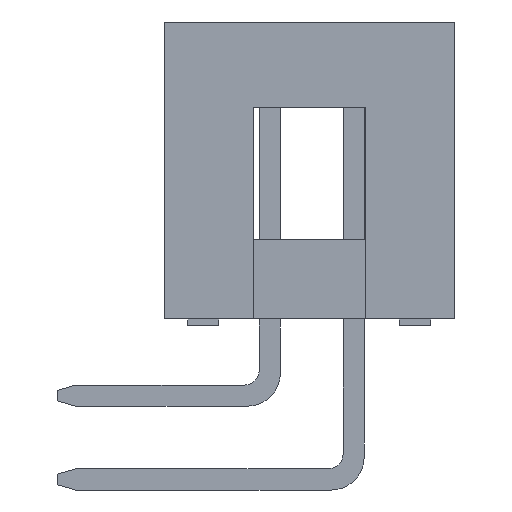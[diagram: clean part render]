
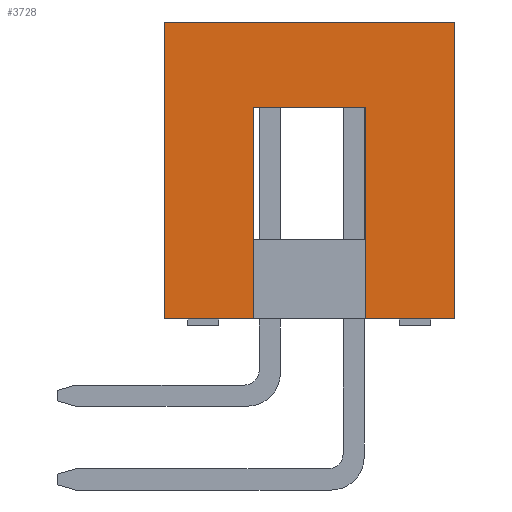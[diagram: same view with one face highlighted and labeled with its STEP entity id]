
A CAD part, left-side view. The second image highlights one B-rep face of the part: STEP entity #3728.
In plain terms, the highlighted planar face has unit normal (-1, 0, 0).
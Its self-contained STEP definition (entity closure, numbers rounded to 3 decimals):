
#3074=EDGE_CURVE('',#6768,#3712,#8686,.T.);
#3450=VERTEX_POINT('',#9123);
#3712=VERTEX_POINT('',#9408);
#3728=ADVANCED_FACE('',(#9425),#9426,.F.);
#4900=EDGE_CURVE('',#6844,#3450,#10706,.T.);
#5108=VERTEX_POINT('',#10961);
#5158=EDGE_CURVE('',#7270,#6844,#11018,.T.);
#5624=EDGE_CURVE('',#5108,#3712,#11534,.T.);
#5894=EDGE_CURVE('',#7482,#3450,#11825,.T.);
#6362=EDGE_CURVE('',#5108,#7324,#12337,.T.);
#6626=EDGE_CURVE('',#6768,#7270,#12626,.T.);
#6768=VERTEX_POINT('',#12783);
#6844=VERTEX_POINT('',#12867);
#7270=VERTEX_POINT('',#13322);
#7324=VERTEX_POINT('',#13380);
#7482=VERTEX_POINT('',#13554);
#8016=EDGE_CURVE('',#7324,#7482,#14126,.T.);
#8686=LINE('',#14942,#14943);
#9123=CARTESIAN_POINT('',(-20.32,-1.7,0.0));
#9408=CARTESIAN_POINT('',(-20.32,4.4,0.0));
#9425=FACE_OUTER_BOUND('',#16013,.T.);
#9426=PLANE('',#16014);
#10706=LINE('',#17856,#17857);
#10961=CARTESIAN_POINT('',(-20.32,4.4,9.0));
#11018=LINE('',#18286,#18287);
#11534=LINE('',#19022,#19023);
#11825=LINE('',#19417,#19418);
#12337=LINE('',#20138,#20139);
#12626=LINE('',#20570,#20571);
#12783=CARTESIAN_POINT('',(-20.32,1.7,0.0));
#12867=CARTESIAN_POINT('',(-20.32,-1.7,6.4));
#13322=CARTESIAN_POINT('',(-20.32,1.7,6.4));
#13380=CARTESIAN_POINT('',(-20.32,-4.4,9.0));
#13554=CARTESIAN_POINT('',(-20.32,-4.4,0.0));
#14126=LINE('',#22717,#22718);
#14942=CARTESIAN_POINT('',(-20.32,0.0,0.0));
#14943=VECTOR('',#23637,1.0);
#16013=EDGE_LOOP('',(#24444,#24445,#24446,#24447,#24448,#24449,#24450,#24451));
#16014=AXIS2_PLACEMENT_3D('',#24452,#24453,#24454);
#17856=CARTESIAN_POINT('',(-20.32,-1.7,3.825));
#17857=VECTOR('',#25736,1.0);
#18286=CARTESIAN_POINT('',(-20.32,0.0,6.4));
#18287=VECTOR('',#26154,1.0);
#19022=CARTESIAN_POINT('',(-20.32,4.4,4.5));
#19023=VECTOR('',#26727,1.0);
#19417=CARTESIAN_POINT('',(-20.32,0.0,0.0));
#19418=VECTOR('',#26985,1.0);
#20138=CARTESIAN_POINT('',(-20.32,0.0,9.0));
#20139=VECTOR('',#27539,1.0);
#20570=CARTESIAN_POINT('',(-20.32,1.7,3.825));
#20571=VECTOR('',#27832,1.0);
#22717=CARTESIAN_POINT('',(-20.32,-4.4,4.5));
#22718=VECTOR('',#29207,1.0);
#23637=DIRECTION('',(0.0,1.0,0.0));
#24444=ORIENTED_EDGE('',*,*,#4900,.T.);
#24445=ORIENTED_EDGE('',*,*,#5894,.F.);
#24446=ORIENTED_EDGE('',*,*,#8016,.F.);
#24447=ORIENTED_EDGE('',*,*,#6362,.F.);
#24448=ORIENTED_EDGE('',*,*,#5624,.T.);
#24449=ORIENTED_EDGE('',*,*,#3074,.F.);
#24450=ORIENTED_EDGE('',*,*,#6626,.T.);
#24451=ORIENTED_EDGE('',*,*,#5158,.T.);
#24452=CARTESIAN_POINT('',(-20.32,0.0,4.5));
#24453=DIRECTION('',(1.0,0.0,0.0));
#24454=DIRECTION('',(0.0,0.0,-1.0));
#25736=DIRECTION('',(0.0,0.0,-1.0));
#26154=DIRECTION('',(0.0,-1.0,0.0));
#26727=DIRECTION('',(0.0,0.0,-1.0));
#26985=DIRECTION('',(0.0,1.0,0.0));
#27539=DIRECTION('',(0.0,-1.0,0.0));
#27832=DIRECTION('',(-0.0,0.0,1.0));
#29207=DIRECTION('',(0.0,0.0,-1.0));
